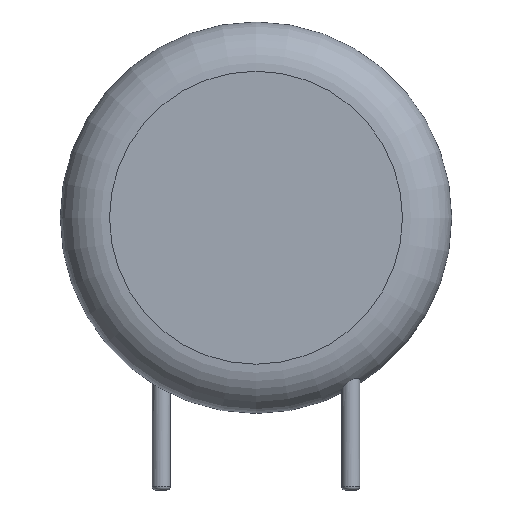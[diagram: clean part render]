
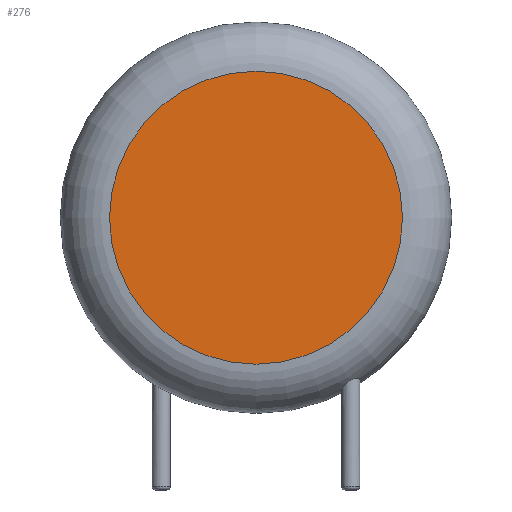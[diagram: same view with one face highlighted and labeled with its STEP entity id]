
A CAD part, front view. The second image highlights one B-rep face of the part: STEP entity #276.
In plain terms, the highlighted planar face has unit normal (0, -1, 0).
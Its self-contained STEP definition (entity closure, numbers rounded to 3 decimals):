
#149 = VERTEX_POINT('',#150);
#150 = CARTESIAN_POINT('',(9.549,-2.725,7.78));
#157 = EDGE_CURVE('',#149,#149,#158,.T.);
#158 = CIRCLE('',#159,5.799);
#159 = AXIS2_PLACEMENT_3D('',#160,#161,#162);
#160 = CARTESIAN_POINT('',(3.75,-2.725,7.78));
#161 = DIRECTION('',(0.,-1.,0.));
#162 = DIRECTION('',(1.,0.,0.));
#276 = ADVANCED_FACE('',(#277),#280,.T.);
#277 = FACE_BOUND('',#278,.T.);
#278 = EDGE_LOOP('',(#279));
#279 = ORIENTED_EDGE('',*,*,#157,.T.);
#280 = PLANE('',#281);
#281 = AXIS2_PLACEMENT_3D('',#282,#283,#284);
#282 = CARTESIAN_POINT('',(3.75,-2.725,7.78));
#283 = DIRECTION('',(0.,-1.,0.));
#284 = DIRECTION('',(0.,0.,-1.));
